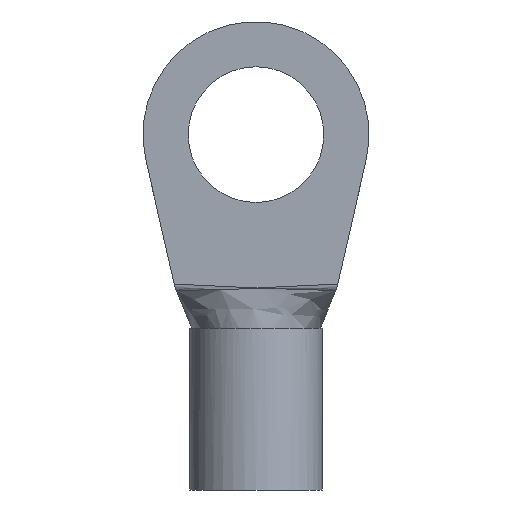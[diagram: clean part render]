
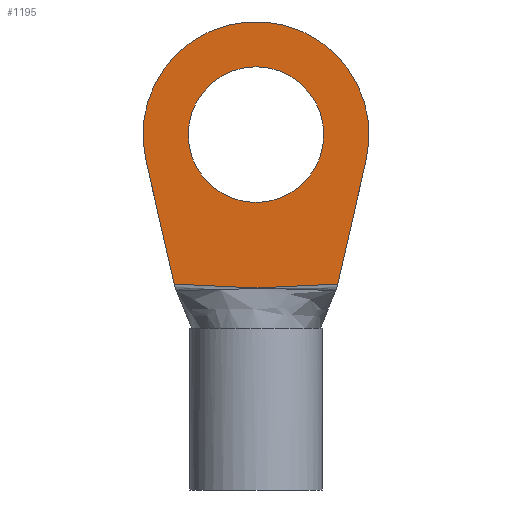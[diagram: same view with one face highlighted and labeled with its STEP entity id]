
A CAD part, front view. The second image highlights one B-rep face of the part: STEP entity #1195.
In plain terms, the highlighted planar face has unit normal (0, -1, 0).
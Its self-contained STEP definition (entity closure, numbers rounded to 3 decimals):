
#75 = PLANE ( 'NONE',  #611 ) ;
#84 = CARTESIAN_POINT ( 'NONE',  ( 2.95, -4.2, 12.641 ) ) ;
#97 = CARTESIAN_POINT ( 'NONE',  ( 0., -4.2, 22. ) ) ;
#117 = DIRECTION ( 'NONE',  ( 0., 0., 1. ) ) ;
#136 = DIRECTION ( 'NONE',  ( -0.224, 0., 0.975 ) ) ;
#188 = CARTESIAN_POINT ( 'NONE',  ( 0., -4.2, 17.8 ) ) ;
#279 = LINE ( 'NONE', #1138, #915 ) ;
#280 = CARTESIAN_POINT ( 'NONE',  ( 4.214, -4.2, 12.714 ) ) ;
#291 = ORIENTED_EDGE ( 'NONE', *, *, #430, .T. ) ;
#302 = FACE_BOUND ( 'NONE', #558, .T. ) ;
#307 = CARTESIAN_POINT ( 'NONE',  ( 5.057, -4.2, 12.749 ) ) ;
#331 = AXIS2_PLACEMENT_3D ( 'NONE', #650, #735, #860 ) ;
#364 = CARTESIAN_POINT ( 'NONE',  ( -6.822, -4.2, 20.433 ) ) ;
#376 = DIRECTION ( 'NONE',  ( 0., 0., 1. ) ) ;
#378 = CARTESIAN_POINT ( 'NONE',  ( 0.843, -4.2, 12.521 ) ) ;
#399 = ORIENTED_EDGE ( 'NONE', *, *, #451, .F. ) ;
#419 = DIRECTION ( 'NONE',  ( 0., 1., 0. ) ) ;
#430 = EDGE_CURVE ( 'NONE', #886, #1035, #689, .T. ) ;
#451 = EDGE_CURVE ( 'NONE', #489, #1148, #1075, .T. ) ;
#452 = DIRECTION ( 'NONE',  ( 0., 0., 1. ) ) ;
#473 = CIRCLE ( 'NONE', #652, 4.2 ) ;
#486 = DIRECTION ( 'NONE',  ( -0.224, 0., -0.975 ) ) ;
#489 = VERTEX_POINT ( 'NONE', #364 ) ;
#497 = CARTESIAN_POINT ( 'NONE',  ( -2.951, -4.2, 12.641 ) ) ;
#504 = EDGE_CURVE ( 'NONE', #1035, #886, #473, .T. ) ;
#512 = FACE_OUTER_BOUND ( 'NONE', #626, .T. ) ;
#518 = ORIENTED_EDGE ( 'NONE', *, *, #1333, .F. ) ;
#540 = CARTESIAN_POINT ( 'NONE',  ( 5.057, -4.2, 12.749 ) ) ;
#558 = EDGE_LOOP ( 'NONE', ( #291, #949 ) ) ;
#563 = EDGE_CURVE ( 'NONE', #1308, #929, #1164, .T. ) ;
#577 = VECTOR ( 'NONE', #136, 1000. ) ;
#611 = AXIS2_PLACEMENT_3D ( 'NONE', #97, #1125, #376 ) ;
#626 = EDGE_LOOP ( 'NONE', ( #518, #1176, #1043, #399 ) ) ;
#650 = CARTESIAN_POINT ( 'NONE',  ( 0., -4.2, 22. ) ) ;
#652 = AXIS2_PLACEMENT_3D ( 'NONE', #873, #1202, #452 ) ;
#689 = CIRCLE ( 'NONE', #887, 4.2 ) ;
#710 = CARTESIAN_POINT ( 'NONE',  ( -5.057, -4.2, 12.749 ) ) ;
#735 = DIRECTION ( 'NONE',  ( 0., 1., 0. ) ) ;
#783 = CARTESIAN_POINT ( 'NONE',  ( -0.845, -4.2, 12.521 ) ) ;
#787 = CARTESIAN_POINT ( 'NONE',  ( -1.688, -4.2, 12.56 ) ) ;
#851 = EDGE_CURVE ( 'NONE', #1148, #929, #279, .T. ) ;
#860 = DIRECTION ( 'NONE',  ( 0., 0., 1. ) ) ;
#863 = CARTESIAN_POINT ( 'NONE',  ( 0., -4.2, 26.2 ) ) ;
#873 = CARTESIAN_POINT ( 'NONE',  ( 0., -4.2, 22. ) ) ;
#886 = VERTEX_POINT ( 'NONE', #188 ) ;
#887 = AXIS2_PLACEMENT_3D ( 'NONE', #1156, #419, #117 ) ;
#890 = CARTESIAN_POINT ( 'NONE',  ( 0.421, -4.2, 12.51 ) ) ;
#915 = VECTOR ( 'NONE', #486, 1000. ) ;
#929 = VERTEX_POINT ( 'NONE', #540 ) ;
#949 = ORIENTED_EDGE ( 'NONE', *, *, #504, .T. ) ;
#1009 = CARTESIAN_POINT ( 'NONE',  ( -2.109, -4.2, 12.587 ) ) ;
#1025 = CARTESIAN_POINT ( 'NONE',  ( -3.372, -4.2, 12.668 ) ) ;
#1033 = CARTESIAN_POINT ( 'NONE',  ( -4.636, -4.2, 12.733 ) ) ;
#1035 = VERTEX_POINT ( 'NONE', #863 ) ;
#1043 = ORIENTED_EDGE ( 'NONE', *, *, #851, .F. ) ;
#1066 = CARTESIAN_POINT ( 'NONE',  ( -5.057, -4.2, 12.749 ) ) ;
#1073 = LINE ( 'NONE', #1270, #577 ) ;
#1075 = CIRCLE ( 'NONE', #331, 7. ) ;
#1099 = CARTESIAN_POINT ( 'NONE',  ( -0.423, -4.2, 12.51 ) ) ;
#1125 = DIRECTION ( 'NONE',  ( 0., 1., 0. ) ) ;
#1130 = CARTESIAN_POINT ( 'NONE',  ( 1.686, -4.2, 12.56 ) ) ;
#1138 = CARTESIAN_POINT ( 'NONE',  ( 5., -4.2, 12.5 ) ) ;
#1148 = VERTEX_POINT ( 'NONE', #1201 ) ;
#1156 = CARTESIAN_POINT ( 'NONE',  ( 0., -4.2, 22. ) ) ;
#1164 = B_SPLINE_CURVE_WITH_KNOTS ( 'NONE', 3,
 ( #710, #1033, #1225, #1025, #497, #1009, #787, #783, #1099, #890, #378, #1130, #1326, #84, #1208, #280, #1318, #307 ),
 .UNSPECIFIED., .F., .F.,
 ( 4, 2, 2, 2, 2, 2, 2, 2, 4 ),
 ( 0., 0.001, 0.003, 0.004, 0.005, 0.006, 0.008, 0.009, 0.01 ),
 .UNSPECIFIED. ) ;
#1176 = ORIENTED_EDGE ( 'NONE', *, *, #563, .T. ) ;
#1195 = ADVANCED_FACE ( 'NONE', ( #512, #302 ), #75, .F. ) ;
#1201 = CARTESIAN_POINT ( 'NONE',  ( 6.822, -4.2, 20.433 ) ) ;
#1202 = DIRECTION ( 'NONE',  ( 0., 1., 0. ) ) ;
#1208 = CARTESIAN_POINT ( 'NONE',  ( 3.371, -4.2, 12.668 ) ) ;
#1225 = CARTESIAN_POINT ( 'NONE',  ( -4.214, -4.2, 12.714 ) ) ;
#1270 = CARTESIAN_POINT ( 'NONE',  ( -5., -4.2, 12.5 ) ) ;
#1308 = VERTEX_POINT ( 'NONE', #1066 ) ;
#1318 = CARTESIAN_POINT ( 'NONE',  ( 4.635, -4.2, 12.733 ) ) ;
#1326 = CARTESIAN_POINT ( 'NONE',  ( 2.108, -4.2, 12.586 ) ) ;
#1333 = EDGE_CURVE ( 'NONE', #1308, #489, #1073, .T. ) ;
